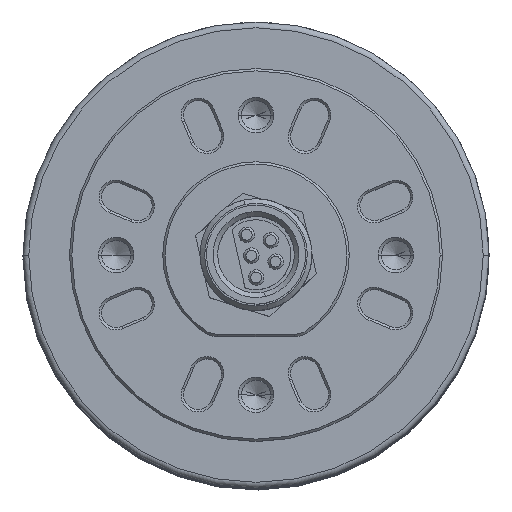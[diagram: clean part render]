
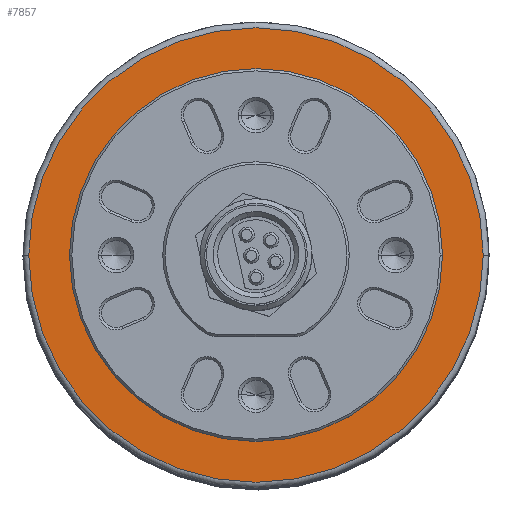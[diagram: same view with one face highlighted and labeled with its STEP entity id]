
A CAD part, top view. The second image highlights one B-rep face of the part: STEP entity #7857.
In plain terms, the highlighted planar face has unit normal (0, 0, 1).
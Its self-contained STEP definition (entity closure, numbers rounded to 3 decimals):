
#44 = EDGE_CURVE ( 'NONE', #9639, #3022, #516, .T. ) ;
#92 = DIRECTION ( 'NONE',  ( 0., 0., 1. ) ) ;
#516 = CIRCLE ( 'NONE', #17164, 16. ) ;
#746 = EDGE_CURVE ( 'NONE', #16034, #11483, #6930, .T. ) ;
#748 = EDGE_CURVE ( 'NONE', #3022, #9639, #16976, .T. ) ;
#1479 = DIRECTION ( 'NONE',  ( 1., 0., 0. ) ) ;
#1552 = CARTESIAN_POINT ( 'NONE',  ( 0., 0., -4.7 ) ) ;
#2578 = CARTESIAN_POINT ( 'NONE',  ( 16., 0., -4.7 ) ) ;
#2627 = CARTESIAN_POINT ( 'NONE',  ( 0., 0., -4.7 ) ) ;
#3022 = VERTEX_POINT ( 'NONE', #8075 ) ;
#3907 = EDGE_LOOP ( 'NONE', ( #14487, #17095 ) ) ;
#3979 = AXIS2_PLACEMENT_3D ( 'NONE', #1552, #9038, #4827 ) ;
#4519 = AXIS2_PLACEMENT_3D ( 'NONE', #8562, #92, #9871 ) ;
#4827 = DIRECTION ( 'NONE',  ( -1., 0., 0. ) ) ;
#6810 = AXIS2_PLACEMENT_3D ( 'NONE', #10728, #8520, #12308 ) ;
#6930 = CIRCLE ( 'NONE', #3979, 19.5 ) ;
#7115 = DIRECTION ( 'NONE',  ( 0., 0., -1. ) ) ;
#7719 = ORIENTED_EDGE ( 'NONE', *, *, #14750, .T. ) ;
#7723 = EDGE_LOOP ( 'NONE', ( #11609, #7719 ) ) ;
#7857 = ADVANCED_FACE ( 'NONE', ( #13165, #16637 ), #12368, .F. ) ;
#8075 = CARTESIAN_POINT ( 'NONE',  ( -16., 0., -4.7 ) ) ;
#8520 = DIRECTION ( 'NONE',  ( 0., 0., 1. ) ) ;
#8541 = CIRCLE ( 'NONE', #4519, 19.5 ) ;
#8562 = CARTESIAN_POINT ( 'NONE',  ( 0., 0., -4.7 ) ) ;
#9038 = DIRECTION ( 'NONE',  ( 0., 0., 1. ) ) ;
#9338 = AXIS2_PLACEMENT_3D ( 'NONE', #14990, #7115, #16290 ) ;
#9639 = VERTEX_POINT ( 'NONE', #2578 ) ;
#9871 = DIRECTION ( 'NONE',  ( -1., 0., 0. ) ) ;
#10728 = CARTESIAN_POINT ( 'NONE',  ( 0., 0., -4.7 ) ) ;
#11483 = VERTEX_POINT ( 'NONE', #12436 ) ;
#11609 = ORIENTED_EDGE ( 'NONE', *, *, #746, .T. ) ;
#12308 = DIRECTION ( 'NONE',  ( 1., 0., 0. ) ) ;
#12368 = PLANE ( 'NONE',  #9338 ) ;
#12436 = CARTESIAN_POINT ( 'NONE',  ( 19.5, 0., -4.7 ) ) ;
#13165 = FACE_OUTER_BOUND ( 'NONE', #7723, .T. ) ;
#14487 = ORIENTED_EDGE ( 'NONE', *, *, #44, .F. ) ;
#14541 = DIRECTION ( 'NONE',  ( 0., 0., 1. ) ) ;
#14750 = EDGE_CURVE ( 'NONE', #11483, #16034, #8541, .T. ) ;
#14990 = CARTESIAN_POINT ( 'NONE',  ( 0., 0., -4.7 ) ) ;
#15379 = CARTESIAN_POINT ( 'NONE',  ( -19.5, 0., -4.7 ) ) ;
#16034 = VERTEX_POINT ( 'NONE', #15379 ) ;
#16290 = DIRECTION ( 'NONE',  ( -1., 0., 0. ) ) ;
#16637 = FACE_BOUND ( 'NONE', #3907, .T. ) ;
#16976 = CIRCLE ( 'NONE', #6810, 16. ) ;
#17095 = ORIENTED_EDGE ( 'NONE', *, *, #748, .F. ) ;
#17164 = AXIS2_PLACEMENT_3D ( 'NONE', #2627, #14541, #1479 ) ;
